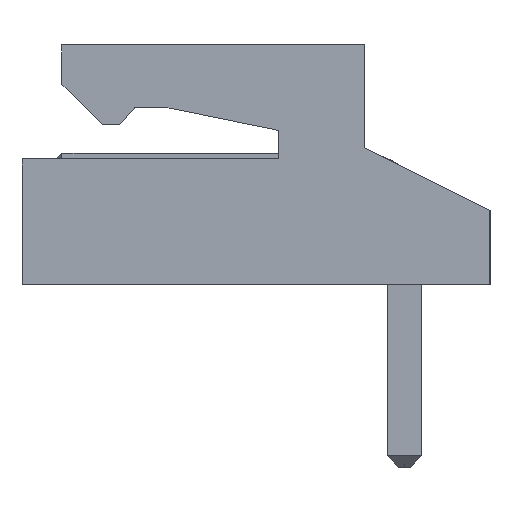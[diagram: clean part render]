
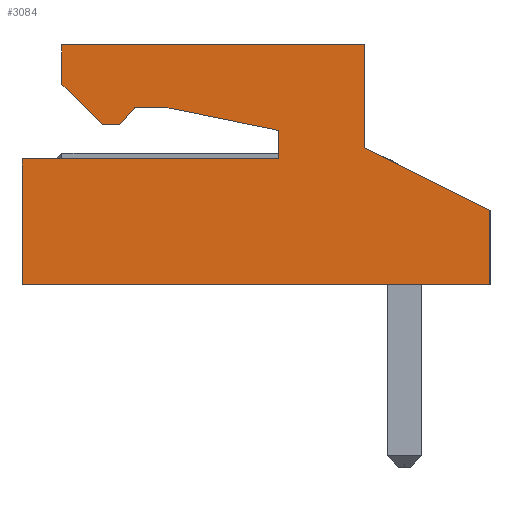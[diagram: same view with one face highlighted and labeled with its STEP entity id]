
A CAD part, left-side view. The second image highlights one B-rep face of the part: STEP entity #3084.
In plain terms, the highlighted face is planar.
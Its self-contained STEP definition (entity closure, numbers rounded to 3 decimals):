
#38 = VECTOR ( 'NONE', #5412, 1000. ) ;
#410 = AXIS2_PLACEMENT_3D ( 'NONE', #3156, #12050, #1565 ) ;
#598 = EDGE_CURVE ( 'NONE', #8224, #9183, #7816, .T. ) ;
#1229 = ORIENTED_EDGE ( 'NONE', *, *, #8599, .F. ) ;
#1245 = VERTEX_POINT ( 'NONE', #10151 ) ;
#1323 = LINE ( 'NONE', #10690, #3389 ) ;
#1550 = CARTESIAN_POINT ( 'NONE',  ( 2.5, 2.2, 6.7 ) ) ;
#1565 = DIRECTION ( 'NONE',  ( 0., -1., 0. ) ) ;
#1729 = CARTESIAN_POINT ( 'NONE',  ( 2.5, 2.2, 2.2 ) ) ;
#1805 = VECTOR ( 'NONE', #2779, 1000. ) ;
#1946 = CARTESIAN_POINT ( 'NONE',  ( 2.5, 2.2, 2.2 ) ) ;
#2124 = VECTOR ( 'NONE', #7732, 1000. ) ;
#2503 = CARTESIAN_POINT ( 'NONE',  ( 2.5, 2.4, 0.7 ) ) ;
#2779 = DIRECTION ( 'NONE',  ( 0., 0., 1. ) ) ;
#2827 = LINE ( 'NONE', #1550, #10671 ) ;
#2849 = EDGE_CURVE ( 'NONE', #13731, #5798, #14127, .T. ) ;
#2856 = VECTOR ( 'NONE', #9568, 1000. ) ;
#2917 = VECTOR ( 'NONE', #3606, 1000. ) ;
#3084 = ADVANCED_FACE ( 'NONE', ( #13260 ), #4124, .F. ) ;
#3156 = CARTESIAN_POINT ( 'NONE',  ( 2.5, 0., 6.7 ) ) ;
#3389 = VECTOR ( 'NONE', #16942, 1000. ) ;
#3501 = EDGE_CURVE ( 'NONE', #8727, #6236, #16003, .T. ) ;
#3606 = DIRECTION ( 'NONE',  ( 0., 0., -1. ) ) ;
#3689 = LINE ( 'NONE', #14187, #2917 ) ;
#3927 = EDGE_CURVE ( 'NONE', #9183, #9218, #7125, .T. ) ;
#4124 = PLANE ( 'NONE',  #410 ) ;
#4143 = CARTESIAN_POINT ( 'NONE',  ( 2.5, 2.7, 2.2 ) ) ;
#4293 = CARTESIAN_POINT ( 'NONE',  ( 2.5, 1.3, -1.5 ) ) ;
#4590 = LINE ( 'NONE', #1946, #9640 ) ;
#4592 = ORIENTED_EDGE ( 'NONE', *, *, #3927, .F. ) ;
#5288 = ORIENTED_EDGE ( 'NONE', *, *, #12632, .F. ) ;
#5346 = LINE ( 'NONE', #4143, #2856 ) ;
#5360 = ORIENTED_EDGE ( 'NONE', *, *, #16796, .F. ) ;
#5412 = DIRECTION ( 'NONE',  ( 0., 1., 0. ) ) ;
#5609 = CARTESIAN_POINT ( 'NONE',  ( 2.5, 2.4, 0.7 ) ) ;
#5736 = EDGE_CURVE ( 'NONE', #11198, #9218, #14653, .T. ) ;
#5798 = VERTEX_POINT ( 'NONE', #11254 ) ;
#6214 = VECTOR ( 'NONE', #15932, 1000. ) ;
#6236 = VERTEX_POINT ( 'NONE', #9522 ) ;
#6332 = LINE ( 'NONE', #11784, #38 ) ;
#6797 = DIRECTION ( 'NONE',  ( 0., 0., 1. ) ) ;
#7125 = LINE ( 'NONE', #4293, #15165 ) ;
#7311 = CARTESIAN_POINT ( 'NONE',  ( 2.5, 3.5, 6. ) ) ;
#7419 = DIRECTION ( 'NONE',  ( 0., 1., 0. ) ) ;
#7500 = CARTESIAN_POINT ( 'NONE',  ( 2.5, 0., -1.5 ) ) ;
#7602 = EDGE_CURVE ( 'NONE', #5798, #8727, #1323, .T. ) ;
#7732 = DIRECTION ( 'NONE',  ( 0., -0.447, -0.894 ) ) ;
#7816 = LINE ( 'NONE', #2503, #2124 ) ;
#7858 = CARTESIAN_POINT ( 'NONE',  ( 2.5, 2.2, 6.7 ) ) ;
#8001 = ORIENTED_EDGE ( 'NONE', *, *, #3501, .F. ) ;
#8039 = ORIENTED_EDGE ( 'NONE', *, *, #5736, .T. ) ;
#8224 = VERTEX_POINT ( 'NONE', #5609 ) ;
#8341 = VECTOR ( 'NONE', #11602, 1000. ) ;
#8599 = EDGE_CURVE ( 'NONE', #8739, #15414, #6332, .T. ) ;
#8727 = VERTEX_POINT ( 'NONE', #13682 ) ;
#8739 = VERTEX_POINT ( 'NONE', #15976 ) ;
#9183 = VERTEX_POINT ( 'NONE', #13895 ) ;
#9218 = VERTEX_POINT ( 'NONE', #7500 ) ;
#9381 = EDGE_CURVE ( 'NONE', #9563, #13731, #5346, .T. ) ;
#9522 = CARTESIAN_POINT ( 'NONE',  ( 2.5, 2.8, 5.286 ) ) ;
#9552 = DIRECTION ( 'NONE',  ( 0., 1., 0. ) ) ;
#9558 = EDGE_CURVE ( 'NONE', #8224, #1245, #10658, .T. ) ;
#9563 = VERTEX_POINT ( 'NONE', #15471 ) ;
#9568 = DIRECTION ( 'NONE',  ( 0., 0.2, 0.98 ) ) ;
#9640 = VECTOR ( 'NONE', #7419, 1000. ) ;
#9815 = CARTESIAN_POINT ( 'NONE',  ( 2.5, 0., 6.7 ) ) ;
#9873 = ORIENTED_EDGE ( 'NONE', *, *, #11460, .F. ) ;
#10151 = CARTESIAN_POINT ( 'NONE',  ( 2.5, 4.2, 0.7 ) ) ;
#10411 = ORIENTED_EDGE ( 'NONE', *, *, #9381, .F. ) ;
#10422 = EDGE_CURVE ( 'NONE', #11198, #13780, #12134, .T. ) ;
#10614 = VECTOR ( 'NONE', #13604, 1000. ) ;
#10632 = ORIENTED_EDGE ( 'NONE', *, *, #9558, .T. ) ;
#10658 = LINE ( 'NONE', #15883, #8341 ) ;
#10671 = VECTOR ( 'NONE', #12036, 1000. ) ;
#10690 = CARTESIAN_POINT ( 'NONE',  ( 2.5, 2.8, 4.986 ) ) ;
#10778 = CARTESIAN_POINT ( 'NONE',  ( 2.5, 2.8, 5.286 ) ) ;
#11169 = LINE ( 'NONE', #7311, #10614 ) ;
#11198 = VERTEX_POINT ( 'NONE', #16936 ) ;
#11254 = CARTESIAN_POINT ( 'NONE',  ( 2.5, 3.1, 4.721 ) ) ;
#11460 = EDGE_CURVE ( 'NONE', #15414, #1245, #3689, .T. ) ;
#11602 = DIRECTION ( 'NONE',  ( 0., 1., 0. ) ) ;
#11784 = CARTESIAN_POINT ( 'NONE',  ( 2.5, 4.2, 6. ) ) ;
#11965 = CARTESIAN_POINT ( 'NONE',  ( 2.5, 0., 6.7 ) ) ;
#12036 = DIRECTION ( 'NONE',  ( 0., 0., -1. ) ) ;
#12050 = DIRECTION ( 'NONE',  ( -1., 0., 0. ) ) ;
#12134 = LINE ( 'NONE', #11965, #13367 ) ;
#12388 = DIRECTION ( 'NONE',  ( 0., -1., 0. ) ) ;
#12632 = EDGE_CURVE ( 'NONE', #13780, #16637, #2827, .T. ) ;
#12729 = ORIENTED_EDGE ( 'NONE', *, *, #2849, .F. ) ;
#12807 = VECTOR ( 'NONE', #6797, 1000. ) ;
#12981 = ORIENTED_EDGE ( 'NONE', *, *, #10422, .F. ) ;
#13122 = CARTESIAN_POINT ( 'NONE',  ( 2.5, 3.1, 4.721 ) ) ;
#13250 = ORIENTED_EDGE ( 'NONE', *, *, #598, .F. ) ;
#13260 = FACE_OUTER_BOUND ( 'NONE', #16549, .T. ) ;
#13367 = VECTOR ( 'NONE', #9552, 1000. ) ;
#13604 = DIRECTION ( 'NONE',  ( 0., 0.7, 0.714 ) ) ;
#13682 = CARTESIAN_POINT ( 'NONE',  ( 2.5, 2.8, 4.986 ) ) ;
#13731 = VERTEX_POINT ( 'NONE', #16528 ) ;
#13780 = VERTEX_POINT ( 'NONE', #7858 ) ;
#13895 = CARTESIAN_POINT ( 'NONE',  ( 2.5, 1.3, -1.5 ) ) ;
#14127 = LINE ( 'NONE', #13122, #1805 ) ;
#14187 = CARTESIAN_POINT ( 'NONE',  ( 2.5, 4.2, 6.7 ) ) ;
#14653 = LINE ( 'NONE', #9815, #6214 ) ;
#15093 = CARTESIAN_POINT ( 'NONE',  ( 2.5, 4.2, 6. ) ) ;
#15165 = VECTOR ( 'NONE', #12388, 1000. ) ;
#15307 = EDGE_CURVE ( 'NONE', #16637, #9563, #4590, .T. ) ;
#15414 = VERTEX_POINT ( 'NONE', #15093 ) ;
#15471 = CARTESIAN_POINT ( 'NONE',  ( 2.5, 2.7, 2.2 ) ) ;
#15757 = ORIENTED_EDGE ( 'NONE', *, *, #7602, .F. ) ;
#15883 = CARTESIAN_POINT ( 'NONE',  ( 2.5, 0., 0.7 ) ) ;
#15932 = DIRECTION ( 'NONE',  ( 0., 0., -1. ) ) ;
#15976 = CARTESIAN_POINT ( 'NONE',  ( 2.5, 3.5, 6. ) ) ;
#16003 = LINE ( 'NONE', #10778, #12807 ) ;
#16049 = ORIENTED_EDGE ( 'NONE', *, *, #15307, .F. ) ;
#16528 = CARTESIAN_POINT ( 'NONE',  ( 2.5, 3.1, 4.16 ) ) ;
#16549 = EDGE_LOOP ( 'NONE', ( #9873, #1229, #5360, #8001, #15757, #12729, #10411, #16049, #5288, #12981, #8039, #4592, #13250, #10632 ) ) ;
#16637 = VERTEX_POINT ( 'NONE', #1729 ) ;
#16796 = EDGE_CURVE ( 'NONE', #6236, #8739, #11169, .T. ) ;
#16936 = CARTESIAN_POINT ( 'NONE',  ( 2.5, 0., 6.7 ) ) ;
#16942 = DIRECTION ( 'NONE',  ( 0., -0.75, 0.661 ) ) ;
